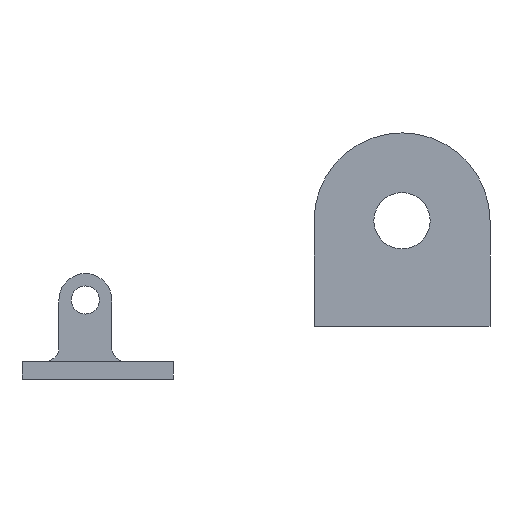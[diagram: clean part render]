
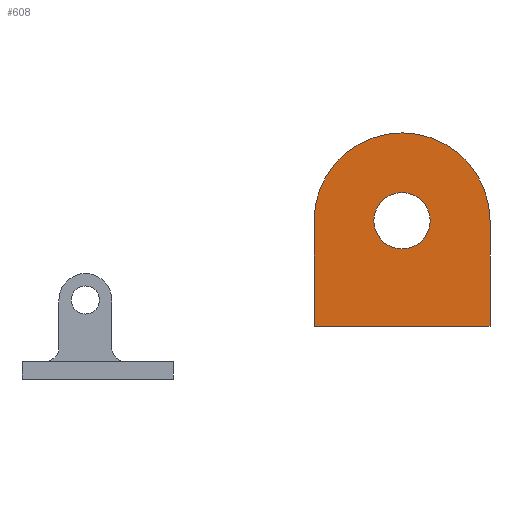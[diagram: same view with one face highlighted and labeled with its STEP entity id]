
A CAD part, left-side view. The second image highlights one B-rep face of the part: STEP entity #608.
In plain terms, the highlighted planar face has unit normal (-1, 0, 0).
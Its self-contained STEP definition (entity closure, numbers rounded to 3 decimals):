
#1 = VECTOR ( 'NONE', #853, 1000. ) ;
#16 = FACE_OUTER_BOUND ( 'NONE', #820, .T. ) ;
#30 = CARTESIAN_POINT ( 'NONE',  ( 1842.549, -2074.121, 275.235 ) ) ;
#69 = CARTESIAN_POINT ( 'NONE',  ( 1842.549, -2249.121, 65.235 ) ) ;
#93 = VECTOR ( 'NONE', #956, 1000. ) ;
#97 = VERTEX_POINT ( 'NONE', #1361 ) ;
#158 = FACE_BOUND ( 'NONE', #1108, .T. ) ;
#165 = ORIENTED_EDGE ( 'NONE', *, *, #1677, .T. ) ;
#199 = LINE ( 'NONE', #69, #296 ) ;
#260 = EDGE_CURVE ( 'NONE', #411, #1323, #1512, .T. ) ;
#296 = VECTOR ( 'NONE', #619, 1000. ) ;
#310 = DIRECTION ( 'NONE',  ( 0., -1., 0. ) ) ;
#320 = AXIS2_PLACEMENT_3D ( 'NONE', #1194, #424, #1350 ) ;
#325 = AXIS2_PLACEMENT_3D ( 'NONE', #1534, #551, #1403 ) ;
#392 = EDGE_CURVE ( 'NONE', #873, #97, #683, .T. ) ;
#411 = VERTEX_POINT ( 'NONE', #1604 ) ;
#424 = DIRECTION ( 'NONE',  ( 1., 0., 0. ) ) ;
#480 = CARTESIAN_POINT ( 'NONE',  ( 1842.549, -1899.121, 275.235 ) ) ;
#551 = DIRECTION ( 'NONE',  ( -1., 0., 0. ) ) ;
#590 = LINE ( 'NONE', #742, #1 ) ;
#608 = ADVANCED_FACE ( 'NONE', ( #16, #158 ), #1522, .T. ) ;
#619 = DIRECTION ( 'NONE',  ( 0., 0., -1. ) ) ;
#683 = CIRCLE ( 'NONE', #1371, 56. ) ;
#689 = CARTESIAN_POINT ( 'NONE',  ( 1842.549, -2074.121, 275.235 ) ) ;
#694 = VERTEX_POINT ( 'NONE', #1537 ) ;
#698 = DIRECTION ( 'NONE',  ( -1., 0., 0. ) ) ;
#742 = CARTESIAN_POINT ( 'NONE',  ( 1842.549, -1899.121, 275.235 ) ) ;
#810 = ORIENTED_EDGE ( 'NONE', *, *, #1500, .F. ) ;
#820 = EDGE_LOOP ( 'NONE', ( #810, #1447, #1204, #1549 ) ) ;
#834 = CARTESIAN_POINT ( 'NONE',  ( 1842.549, -1794.121, 65.235 ) ) ;
#853 = DIRECTION ( 'NONE',  ( 0., 0., -1. ) ) ;
#873 = VERTEX_POINT ( 'NONE', #1306 ) ;
#956 = DIRECTION ( 'NONE',  ( 0., -1., 0. ) ) ;
#1099 = EDGE_CURVE ( 'NONE', #694, #1170, #1716, .T. ) ;
#1108 = EDGE_LOOP ( 'NONE', ( #165, #1374 ) ) ;
#1122 = DIRECTION ( 'NONE',  ( 1., 0., 0. ) ) ;
#1170 = VERTEX_POINT ( 'NONE', #480 ) ;
#1194 = CARTESIAN_POINT ( 'NONE',  ( 1842.549, -2074.121, 275.235 ) ) ;
#1204 = ORIENTED_EDGE ( 'NONE', *, *, #1280, .T. ) ;
#1280 = EDGE_CURVE ( 'NONE', #1170, #411, #590, .T. ) ;
#1306 = CARTESIAN_POINT ( 'NONE',  ( 1842.549, -2074.121, 331.235 ) ) ;
#1323 = VERTEX_POINT ( 'NONE', #1413 ) ;
#1350 = DIRECTION ( 'NONE',  ( 0., 0., -1. ) ) ;
#1361 = CARTESIAN_POINT ( 'NONE',  ( 1842.549, -2074.121, 219.235 ) ) ;
#1371 = AXIS2_PLACEMENT_3D ( 'NONE', #30, #1122, #1668 ) ;
#1374 = ORIENTED_EDGE ( 'NONE', *, *, #392, .T. ) ;
#1403 = DIRECTION ( 'NONE',  ( 0., -1., 0. ) ) ;
#1413 = CARTESIAN_POINT ( 'NONE',  ( 1842.549, -2249.121, 65.235 ) ) ;
#1447 = ORIENTED_EDGE ( 'NONE', *, *, #1099, .T. ) ;
#1500 = EDGE_CURVE ( 'NONE', #694, #1323, #199, .T. ) ;
#1512 = LINE ( 'NONE', #834, #93 ) ;
#1522 = PLANE ( 'NONE',  #1599 ) ;
#1534 = CARTESIAN_POINT ( 'NONE',  ( 1842.549, -2074.121, 275.235 ) ) ;
#1537 = CARTESIAN_POINT ( 'NONE',  ( 1842.549, -2249.121, 275.235 ) ) ;
#1549 = ORIENTED_EDGE ( 'NONE', *, *, #260, .T. ) ;
#1599 = AXIS2_PLACEMENT_3D ( 'NONE', #689, #698, #310 ) ;
#1604 = CARTESIAN_POINT ( 'NONE',  ( 1842.549, -1899.121, 65.235 ) ) ;
#1668 = DIRECTION ( 'NONE',  ( 0., 0., -1. ) ) ;
#1677 = EDGE_CURVE ( 'NONE', #97, #873, #1738, .T. ) ;
#1716 = CIRCLE ( 'NONE', #325, 175. ) ;
#1738 = CIRCLE ( 'NONE', #320, 56. ) ;
